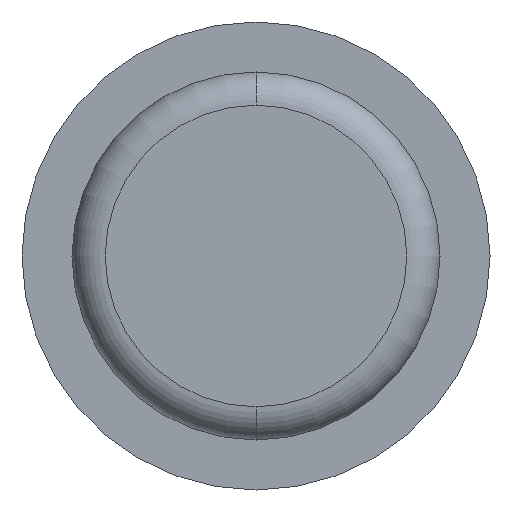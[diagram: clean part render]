
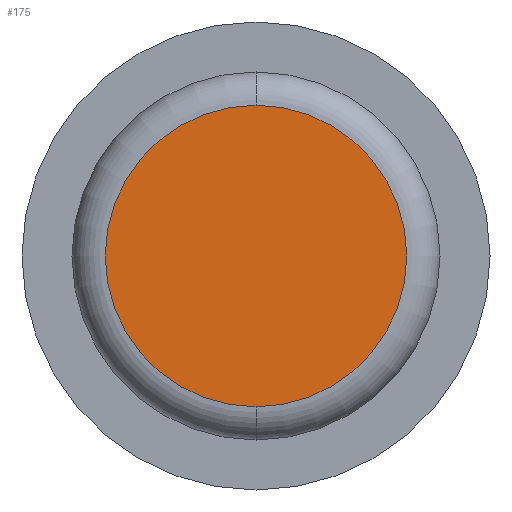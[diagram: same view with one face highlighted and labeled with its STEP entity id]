
A CAD part, front view. The second image highlights one B-rep face of the part: STEP entity #175.
In plain terms, the highlighted planar face has unit normal (0, -1, 0).
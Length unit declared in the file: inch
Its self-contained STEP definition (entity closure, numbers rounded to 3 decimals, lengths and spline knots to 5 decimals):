
#35 = PLANE ( 'NONE',  #218 ) ;
#44 = DIRECTION ( 'NONE',  ( 0., -1., 0. ) ) ;
#81 = ORIENTED_EDGE ( 'NONE', *, *, #405, .T. ) ;
#87 = CARTESIAN_POINT ( 'NONE',  ( 0., 0., 0. ) ) ;
#175 = ADVANCED_FACE ( 'NONE', ( #460 ), #35, .F. ) ;
#180 = DIRECTION ( 'NONE',  ( 0., 0., 1. ) ) ;
#184 = CARTESIAN_POINT ( 'NONE',  ( 0., 0., 0. ) ) ;
#187 = EDGE_CURVE ( 'NONE', #353, #349, #380, .T. ) ;
#192 = DIRECTION ( 'NONE',  ( 0., 0., 1. ) ) ;
#194 = AXIS2_PLACEMENT_3D ( 'NONE', #87, #44, #192 ) ;
#218 = AXIS2_PLACEMENT_3D ( 'NONE', #184, #324, #180 ) ;
#291 = DIRECTION ( 'NONE',  ( 0., -1., 0. ) ) ;
#312 = AXIS2_PLACEMENT_3D ( 'NONE', #427, #291, #465 ) ;
#324 = DIRECTION ( 'NONE',  ( 0., 1., 0. ) ) ;
#326 = CARTESIAN_POINT ( 'NONE',  ( 0., 0., 0.0905 ) ) ;
#349 = VERTEX_POINT ( 'NONE', #395 ) ;
#353 = VERTEX_POINT ( 'NONE', #326 ) ;
#380 = CIRCLE ( 'NONE', #312, 0.0905 ) ;
#392 = CIRCLE ( 'NONE', #194, 0.0905 ) ;
#395 = CARTESIAN_POINT ( 'NONE',  ( 0., 0., -0.0905 ) ) ;
#405 = EDGE_CURVE ( 'NONE', #349, #353, #392, .T. ) ;
#427 = CARTESIAN_POINT ( 'NONE',  ( 0., 0., 0. ) ) ;
#431 = EDGE_LOOP ( 'NONE', ( #447, #81 ) ) ;
#447 = ORIENTED_EDGE ( 'NONE', *, *, #187, .T. ) ;
#460 = FACE_OUTER_BOUND ( 'NONE', #431, .T. ) ;
#465 = DIRECTION ( 'NONE',  ( 0., 0., 1. ) ) ;
